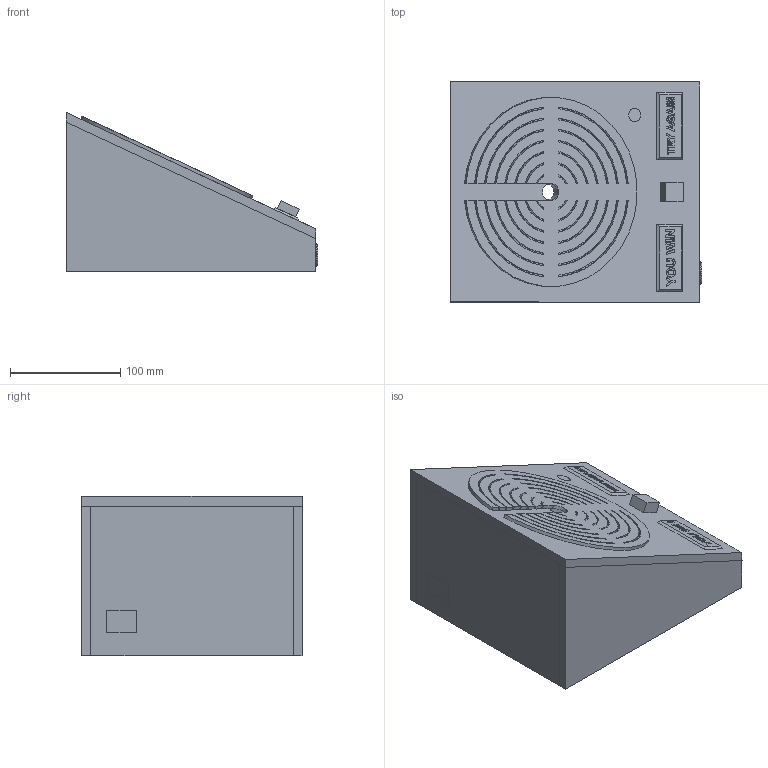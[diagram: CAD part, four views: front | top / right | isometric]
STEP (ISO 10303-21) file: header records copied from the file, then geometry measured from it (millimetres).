
FILE_DESCRIPTION(/* description */ (''),/* implementation_level */ '2;1');
FILE_NAME(/* name */ 'Catch The Light.step',/* time_stamp */ '2024-08-22T01:49:01+02:00',/* author */ (''),/* organization */ (''),/* preprocessor_version */ 'ST-DEVELOPER v20',/* originating_system */ 'Autodesk Translation Framework v13.14.0.145',/* authorisation */ '');
FILE_SCHEMA (('AUTOMOTIVE_DESIGN { 1 0 10303 214 3 1 1 }'));
Length unit declared in the file: millimetre
Products named in the file (1): Catch The Light
Bounding box: 228.58 x 200 x 144.48 mm (x, y, z)
Volume: 1129351.3 mm3; surface area: 357649.1 mm2
Topology: 21 solids, 21 shells, 650 faces, 1751 edges, 1167 vertices
Faces by surface type: plane 444, bspline 132, cylinder 73, cone 1
Full cylindrical faces by diameter (mm): 5.1 x10, 12 x2, 15 x1, 21 x2
Entity records: 23237 total; most frequent: CARTESIAN_POINT 7562, ORIENTED_EDGE 3502, DIRECTION 2603, EDGE_CURVE 1751, LINE 1271, VECTOR 1271, VERTEX_POINT 1167, EDGE_LOOP 764
